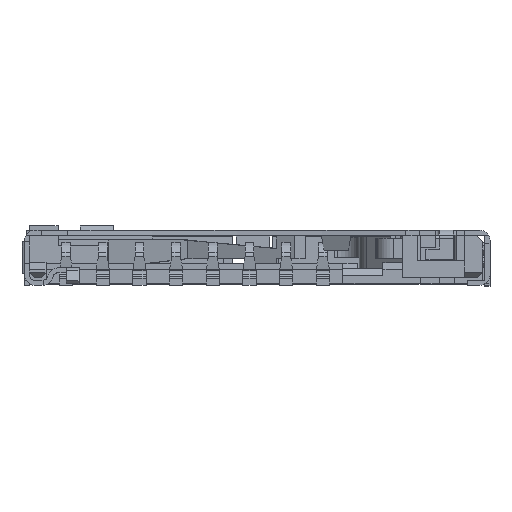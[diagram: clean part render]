
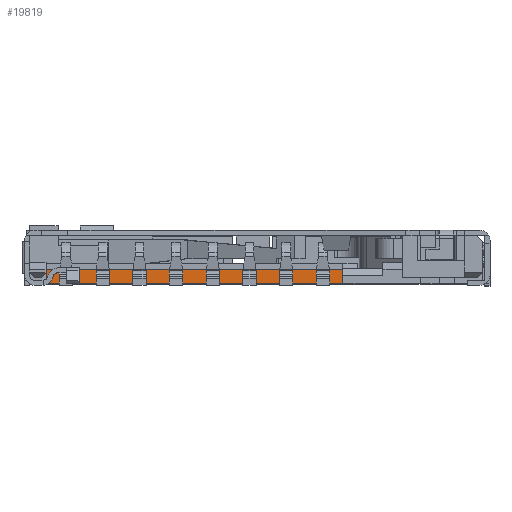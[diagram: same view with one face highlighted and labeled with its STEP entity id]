
A CAD part, top view. The second image highlights one B-rep face of the part: STEP entity #19819.
In plain terms, the highlighted planar face has unit normal (0, 0, 1).
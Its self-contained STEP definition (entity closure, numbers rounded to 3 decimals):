
#1789=FACE_OUTER_BOUND('',#2852,.T.);
#2852=EDGE_LOOP('',(#17848,#17849,#17850,#17851));
#4031=LINE('',#29625,#6452);
#4104=LINE('',#29771,#6525);
#4235=LINE('',#30027,#6656);
#4509=LINE('',#30649,#6930);
#6452=VECTOR('',#24134,10.);
#6525=VECTOR('',#24213,10.);
#6656=VECTOR('',#24420,0.44);
#6930=VECTOR('',#24972,10.);
#8690=VERTEX_POINT('',#29622);
#8691=VERTEX_POINT('',#29624);
#8761=VERTEX_POINT('',#29770);
#8848=VERTEX_POINT('',#30025);
#11025=EDGE_CURVE('',#8691,#8690,#4031,.T.);
#11098=EDGE_CURVE('',#8691,#8761,#4104,.T.);
#11229=EDGE_CURVE('',#8848,#8690,#4235,.T.);
#11542=EDGE_CURVE('',#8848,#8761,#4509,.T.);
#17848=ORIENTED_EDGE('',*,*,#11229,.F.);
#17849=ORIENTED_EDGE('',*,*,#11542,.T.);
#17850=ORIENTED_EDGE('',*,*,#11098,.F.);
#17851=ORIENTED_EDGE('',*,*,#11025,.T.);
#18810=PLANE('',#21259);
#19819=ADVANCED_FACE('',(#1789),#18810,.F.);
#21259=AXIS2_PLACEMENT_3D('',#32319,#26433,#26434);
#24134=DIRECTION('',(1.,0.,0.));
#24213=DIRECTION('',(0.,1.,0.));
#24420=DIRECTION('',(0.,-1.,0.));
#24972=DIRECTION('',(-1.,0.,0.));
#26433=DIRECTION('center_axis',(0.,0.,-1.));
#26434=DIRECTION('ref_axis',(-1.,0.,0.));
#29622=CARTESIAN_POINT('',(0.6,0.05,-1.29));
#29624=CARTESIAN_POINT('',(-8.3,0.05,-1.29));
#29625=CARTESIAN_POINT('',(-0.7,0.05,-1.29));
#29770=CARTESIAN_POINT('',(-8.3,0.49,-1.29));
#29771=CARTESIAN_POINT('',(-8.3,0.67,-1.29));
#30025=CARTESIAN_POINT('',(0.6,0.49,-1.29));
#30027=CARTESIAN_POINT('',(0.6,0.49,-1.29));
#30649=CARTESIAN_POINT('',(-0.7,0.49,-1.29));
#32319=CARTESIAN_POINT('Origin',(0.6,0.67,-1.29));
